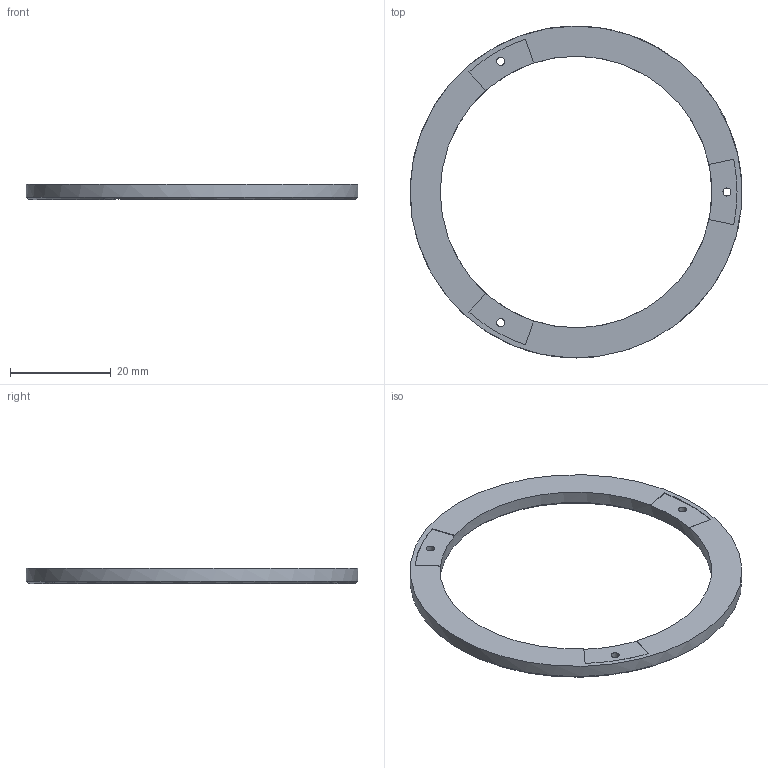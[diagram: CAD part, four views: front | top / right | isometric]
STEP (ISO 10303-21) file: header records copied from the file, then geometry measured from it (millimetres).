
FILE_DESCRIPTION(('HOOPS Exchange Step'),'2;1');
FILE_NAME('temp_export','2023-06-24T00:13:27-04:00',('gmoua'),('Shapr3D Limited'),'HOOPS Exchange 2022.2','Shapr3D','Authorized');
FILE_SCHEMA( ('AUTOMOTIVE_DESIGN { 1 0 10303 214 1 1 1 1 }') );
Length unit declared in the file: millimetre
Products named in the file (1): Mount Cap
Bounding box: 65.96 x 66 x 3 mm (x, y, z)
Volume: 3213.1 mm3; surface area: 3336.3 mm2
Topology: 1 solids, 1 shells, 38 faces, 119 edges, 82 vertices
Faces by surface type: plane 19, cylinder 12, cone 5, bspline 2
Full cylindrical faces by diameter (mm): 1.6 x3, 54 x1, 66 x1
Entity records: 2085 total; most frequent: CARTESIAN_POINT 944, DIRECTION 244, ORIENTED_EDGE 238, EDGE_CURVE 119, AXIS2_PLACEMENT_3D 99, VERTEX_POINT 82, CIRCLE 62, VECTOR 46
